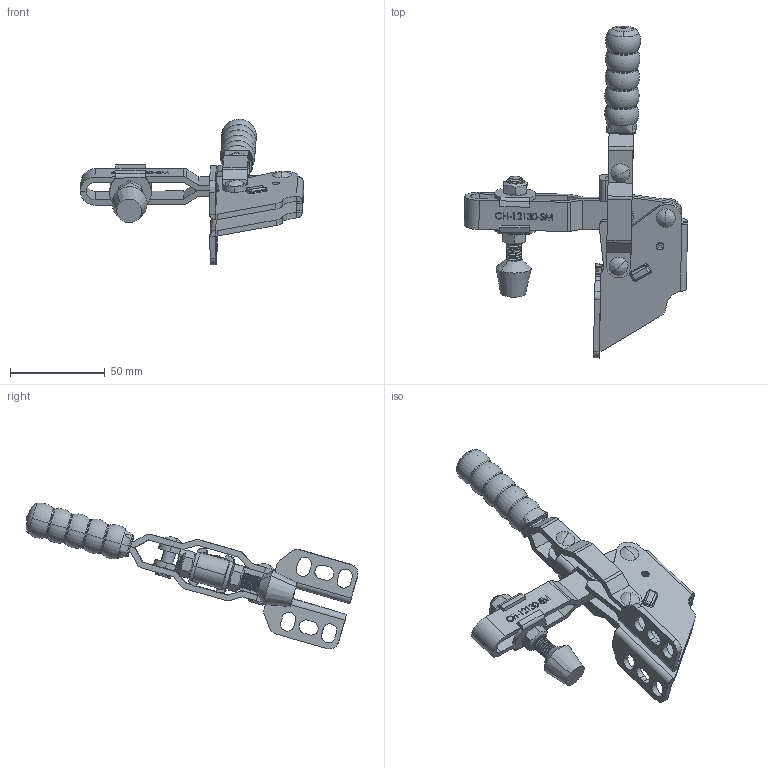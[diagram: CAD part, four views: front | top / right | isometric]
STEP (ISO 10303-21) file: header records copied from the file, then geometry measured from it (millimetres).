
FILE_DESCRIPTION (( 'STEP AP203' ), '1' );
FILE_NAME ('CH-12130-SM.STEP', '2017-11-08T05:31:25', ( 'Windows' ), ( 'Microsoft' ), 'SwSTEP 2.0', 'SolidWorks 2015', '' );
FILE_SCHEMA (( 'CONFIG_CONTROL_DESIGN' ));
Length unit declared in the file: millimetre
Products named in the file (12): CH-FC-56212 Nut; CH-12130-06; CH-FC-56212 SPINDLE SUPPLIED; CH-12130-08; CH-12130-SM U-BAR; CH-12130-04 CONNECTING-PLATE; CH-12130綵竄忒梟杶; 12130SM菁釱; CH-12130-SM; CH-12130-03 STRAIGHT HANDLE; CH-FW-516; CH-12130-05
Assembly tree (15 placements, depth 2):
  CH-12130-SM
    CH-12130-03 STRAIGHT HANDLE
    CH-12130-05
    CH-12130-06  x2
    CH-12130-08  x2
    CH-12130-04 CONNECTING-PLATE
    CH-FW-516  x2
    CH-FC-56212 Nut  x2
    CH-FC-56212 SPINDLE SUPPLIED
    CH-12130-SM U-BAR
    CH-12130綵竄忒梟杶
    12130SM菁釱
Bounding box: 117.57 x 174.75 x 76.74 mm (x, y, z)
Volume: 62290.9 mm3; surface area: 50033.9 mm2
Topology: 17 solids, 17 shells, 960 faces, 2597 edges, 1681 vertices
Faces by surface type: plane 348, cylinder 278, bspline 223, torus 49, cone 43, sphere 19
Entity records: 40820 total; most frequent: CARTESIAN_POINT 18936, ORIENTED_EDGE 4710, DIRECTION 3605, EDGE_CURVE 2355, VERTEX_POINT 1538, LINE 1219, VECTOR 1219, AXIS2_PLACEMENT_3D 1193
